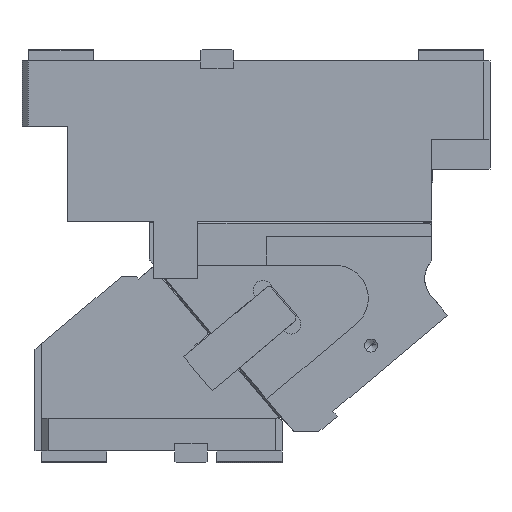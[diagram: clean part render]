
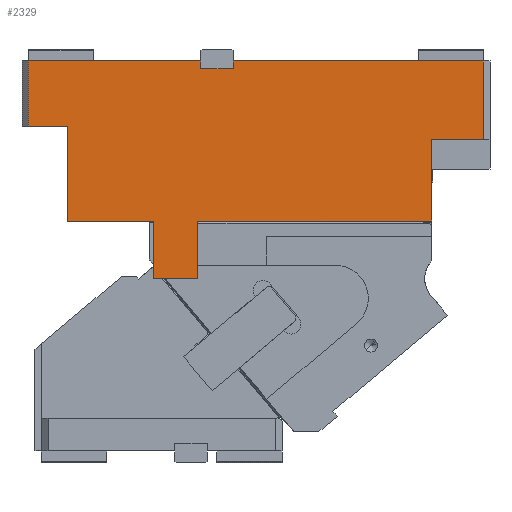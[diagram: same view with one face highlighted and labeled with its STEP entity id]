
A CAD part, front view. The second image highlights one B-rep face of the part: STEP entity #2329.
In plain terms, the highlighted planar face has unit normal (0, -1, 0).
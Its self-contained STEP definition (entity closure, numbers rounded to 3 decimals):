
#61=CARTESIAN_POINT('Vertex',(137.5,-100.,-6.)) ;
#66=CARTESIAN_POINT('Line Origine',(150.,-100.,-6.)) ;
#70=CARTESIAN_POINT('Vertex',(162.5,-100.,-6.)) ;
#104=CARTESIAN_POINT('Line Origine',(162.5,-100.,-3.)) ;
#108=CARTESIAN_POINT('Vertex',(162.5,-100.,0.)) ;
#132=CARTESIAN_POINT('Vertex',(355.,-100.,0.)) ;
#285=CARTESIAN_POINT('Line Origine',(258.75,-100.,0.)) ;
#373=CARTESIAN_POINT('Line Origine',(355.,-100.,-30.05)) ;
#377=CARTESIAN_POINT('Vertex',(355.,-100.,-60.1)) ;
#530=CARTESIAN_POINT('Line Origine',(315.27,-100.,-91.59)) ;
#534=CARTESIAN_POINT('Vertex',(315.27,-100.,-123.08)) ;
#536=CARTESIAN_POINT('Vertex',(315.27,-100.,-60.1)) ;
#583=CARTESIAN_POINT('Vertex',(35.27,-100.,-123.08)) ;
#661=CARTESIAN_POINT('Line Origine',(225.02,-100.,-123.08)) ;
#665=CARTESIAN_POINT('Vertex',(134.77,-100.,-123.08)) ;
#686=CARTESIAN_POINT('Vertex',(100.77,-100.,-123.08)) ;
#689=CARTESIAN_POINT('Line Origine',(68.02,-100.,-123.08)) ;
#1758=CARTESIAN_POINT('Vertex',(35.,-100.,-93.08)) ;
#1761=CARTESIAN_POINT('Line Origine',(35.,-100.,-71.54)) ;
#1765=CARTESIAN_POINT('Vertex',(35.,-100.,-50.)) ;
#2209=CARTESIAN_POINT('Line Origine',(35.27,-100.,-108.08)) ;
#2213=CARTESIAN_POINT('Vertex',(35.27,-100.,-93.08)) ;
#2241=CARTESIAN_POINT('Line Origine',(35.135,-100.,-93.08)) ;
#2254=CARTESIAN_POINT('Axis2P3D Location',(0.,-100.,0.)) ;
#2259=CARTESIAN_POINT('Line Origine',(137.5,-100.,-3.)) ;
#2263=CARTESIAN_POINT('Vertex',(137.5,-100.,0.)) ;
#2266=CARTESIAN_POINT('Line Origine',(71.25,-100.,0.)) ;
#2270=CARTESIAN_POINT('Vertex',(5.,-100.,0.)) ;
#2273=CARTESIAN_POINT('Line Origine',(5.,-100.,-25.)) ;
#2277=CARTESIAN_POINT('Vertex',(5.,-100.,-50.)) ;
#2280=CARTESIAN_POINT('Line Origine',(20.,-100.,-50.)) ;
#2285=CARTESIAN_POINT('Line Origine',(100.77,-100.,-145.33)) ;
#2289=CARTESIAN_POINT('Vertex',(100.77,-100.,-167.58)) ;
#2292=CARTESIAN_POINT('Line Origine',(117.77,-100.,-167.58)) ;
#2296=CARTESIAN_POINT('Vertex',(134.77,-100.,-167.58)) ;
#2299=CARTESIAN_POINT('Line Origine',(134.77,-100.,-145.33)) ;
#2304=CARTESIAN_POINT('Line Origine',(335.135,-100.,-60.1)) ;
#67=DIRECTION('Vector Direction',(-1.,0.,0.)) ;
#105=DIRECTION('Vector Direction',(0.,0.,-1.)) ;
#286=DIRECTION('Vector Direction',(1.,0.,0.)) ;
#374=DIRECTION('Vector Direction',(0.,0.,1.)) ;
#531=DIRECTION('Vector Direction',(0.,0.,1.)) ;
#662=DIRECTION('Vector Direction',(-1.,0.,0.)) ;
#690=DIRECTION('Vector Direction',(-1.,0.,0.)) ;
#1762=DIRECTION('Vector Direction',(0.,0.,-1.)) ;
#2210=DIRECTION('Vector Direction',(0.,0.,-1.)) ;
#2242=DIRECTION('Vector Direction',(-1.,0.,0.)) ;
#2255=DIRECTION('Axis2P3D Direction',(0.,1.,0.)) ;
#2256=DIRECTION('Axis2P3D XDirection',(0.,0.,1.)) ;
#2260=DIRECTION('Vector Direction',(0.,0.,-1.)) ;
#2267=DIRECTION('Vector Direction',(1.,0.,0.)) ;
#2274=DIRECTION('Vector Direction',(0.,0.,-1.)) ;
#2281=DIRECTION('Vector Direction',(1.,0.,0.)) ;
#2286=DIRECTION('Vector Direction',(0.,0.,1.)) ;
#2293=DIRECTION('Vector Direction',(1.,0.,0.)) ;
#2300=DIRECTION('Vector Direction',(0.,0.,1.)) ;
#2305=DIRECTION('Vector Direction',(1.,0.,0.)) ;
#2257=AXIS2_PLACEMENT_3D('Plane Axis2P3D',#2254,#2255,#2256) ;
#2310=ORIENTED_EDGE('',*,*,#2265,.F.) ;
#2311=ORIENTED_EDGE('',*,*,#2272,.F.) ;
#2312=ORIENTED_EDGE('',*,*,#2279,.T.) ;
#2313=ORIENTED_EDGE('',*,*,#2284,.T.) ;
#2314=ORIENTED_EDGE('',*,*,#1767,.T.) ;
#2315=ORIENTED_EDGE('',*,*,#2245,.F.) ;
#2316=ORIENTED_EDGE('',*,*,#2215,.T.) ;
#2317=ORIENTED_EDGE('',*,*,#693,.T.) ;
#2318=ORIENTED_EDGE('',*,*,#2291,.F.) ;
#2319=ORIENTED_EDGE('',*,*,#2298,.T.) ;
#2320=ORIENTED_EDGE('',*,*,#2303,.T.) ;
#2321=ORIENTED_EDGE('',*,*,#667,.T.) ;
#2322=ORIENTED_EDGE('',*,*,#538,.T.) ;
#2323=ORIENTED_EDGE('',*,*,#2308,.T.) ;
#2324=ORIENTED_EDGE('',*,*,#379,.T.) ;
#2325=ORIENTED_EDGE('',*,*,#289,.F.) ;
#2326=ORIENTED_EDGE('',*,*,#110,.F.) ;
#2327=ORIENTED_EDGE('',*,*,#72,.F.) ;
#68=VECTOR('Line Direction',#67,1.) ;
#106=VECTOR('Line Direction',#105,1.) ;
#287=VECTOR('Line Direction',#286,1.) ;
#375=VECTOR('Line Direction',#374,1.) ;
#532=VECTOR('Line Direction',#531,1.) ;
#663=VECTOR('Line Direction',#662,1.) ;
#691=VECTOR('Line Direction',#690,1.) ;
#1763=VECTOR('Line Direction',#1762,1.) ;
#2211=VECTOR('Line Direction',#2210,1.) ;
#2243=VECTOR('Line Direction',#2242,1.) ;
#2261=VECTOR('Line Direction',#2260,1.) ;
#2268=VECTOR('Line Direction',#2267,1.) ;
#2275=VECTOR('Line Direction',#2274,1.) ;
#2282=VECTOR('Line Direction',#2281,1.) ;
#2287=VECTOR('Line Direction',#2286,1.) ;
#2294=VECTOR('Line Direction',#2293,1.) ;
#2301=VECTOR('Line Direction',#2300,1.) ;
#2306=VECTOR('Line Direction',#2305,1.) ;
#2329=ADVANCED_FACE('CAM HOLDER',(#2328),#2258,.F.) ;
#72=EDGE_CURVE('',#62,#71,#69,.F.) ;
#110=EDGE_CURVE('',#71,#109,#107,.F.) ;
#289=EDGE_CURVE('',#109,#133,#288,.T.) ;
#379=EDGE_CURVE('',#378,#133,#376,.T.) ;
#538=EDGE_CURVE('',#535,#537,#533,.T.) ;
#667=EDGE_CURVE('',#666,#535,#664,.F.) ;
#693=EDGE_CURVE('',#584,#687,#692,.F.) ;
#1767=EDGE_CURVE('',#1766,#1759,#1764,.T.) ;
#2215=EDGE_CURVE('',#2214,#584,#2212,.T.) ;
#2245=EDGE_CURVE('',#2214,#1759,#2244,.T.) ;
#2265=EDGE_CURVE('',#2264,#62,#2262,.T.) ;
#2272=EDGE_CURVE('',#2271,#2264,#2269,.T.) ;
#2279=EDGE_CURVE('',#2271,#2278,#2276,.T.) ;
#2284=EDGE_CURVE('',#2278,#1766,#2283,.T.) ;
#2291=EDGE_CURVE('',#2290,#687,#2288,.T.) ;
#2298=EDGE_CURVE('',#2290,#2297,#2295,.T.) ;
#2303=EDGE_CURVE('',#2297,#666,#2302,.T.) ;
#2308=EDGE_CURVE('',#537,#378,#2307,.T.) ;
#2309=EDGE_LOOP('',(#2310,#2311,#2312,#2313,#2314,#2315,#2316,#2317,#2318,#2319,#2320,#2321,#2322,#2323,#2324,#2325,#2326,#2327)) ;
#2328=FACE_OUTER_BOUND('',#2309,.T.) ;
#69=LINE('Line',#66,#68) ;
#107=LINE('Line',#104,#106) ;
#288=LINE('Line',#285,#287) ;
#376=LINE('Line',#373,#375) ;
#533=LINE('Line',#530,#532) ;
#664=LINE('Line',#661,#663) ;
#692=LINE('Line',#689,#691) ;
#1764=LINE('Line',#1761,#1763) ;
#2212=LINE('Line',#2209,#2211) ;
#2244=LINE('Line',#2241,#2243) ;
#2262=LINE('Line',#2259,#2261) ;
#2269=LINE('Line',#2266,#2268) ;
#2276=LINE('Line',#2273,#2275) ;
#2283=LINE('Line',#2280,#2282) ;
#2288=LINE('Line',#2285,#2287) ;
#2295=LINE('Line',#2292,#2294) ;
#2302=LINE('Line',#2299,#2301) ;
#2307=LINE('Line',#2304,#2306) ;
#2258=PLANE('Plane',#2257) ;
#62=VERTEX_POINT('',#61) ;
#71=VERTEX_POINT('',#70) ;
#109=VERTEX_POINT('',#108) ;
#133=VERTEX_POINT('',#132) ;
#378=VERTEX_POINT('',#377) ;
#535=VERTEX_POINT('',#534) ;
#537=VERTEX_POINT('',#536) ;
#584=VERTEX_POINT('',#583) ;
#666=VERTEX_POINT('',#665) ;
#687=VERTEX_POINT('',#686) ;
#1759=VERTEX_POINT('',#1758) ;
#1766=VERTEX_POINT('',#1765) ;
#2214=VERTEX_POINT('',#2213) ;
#2264=VERTEX_POINT('',#2263) ;
#2271=VERTEX_POINT('',#2270) ;
#2278=VERTEX_POINT('',#2277) ;
#2290=VERTEX_POINT('',#2289) ;
#2297=VERTEX_POINT('',#2296) ;
